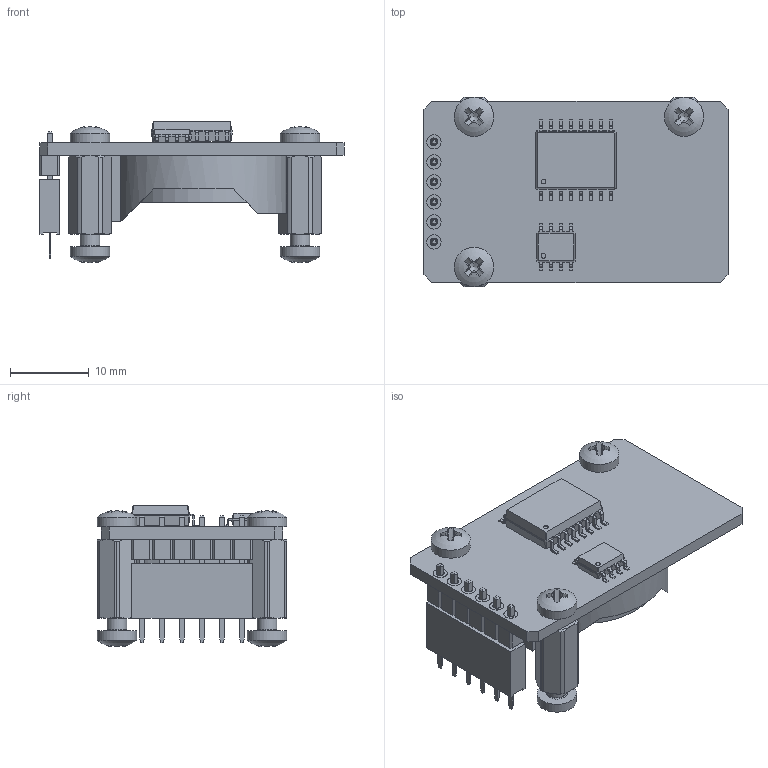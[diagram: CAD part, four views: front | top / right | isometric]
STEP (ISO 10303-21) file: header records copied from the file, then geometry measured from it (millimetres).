
FILE_DESCRIPTION(('FreeCAD Model'),'2;1');
FILE_NAME('./DS3231_Module_MJ-assembly.stp','2020-08-24T00:50:53',('Author'),(''), 'Open CASCADE STEP processor 7.3','FreeCAD','Unknown');
FILE_SCHEMA(('AUTOMOTIVE_DESIGN { 1 0 10303 214 1 1 1 1 }'));
Length unit declared in the file: millimetre
Products named in the file (16): DS3231_module_assembly; DS3231_module_with_backup_battery; PinHeader_1x06_P254mm_Vertical; Battery_Holder; DS3231SN_SOIC_16W; 24C32N_SOIC_8; M2.5x5x10-Spacer; M2.5x5x10-Spacer001; M2.5x5x10-Spacer002; M2.5x6-Screw; M2.5x6-Screw008; M2.5x6-Screw002; M2.5x6-Screw003; M2.5x6-Screw006; M2.5x6-Screw007; PinSocket_1x06_P254mm_Vertical
Assembly tree (15 placements, depth 2):
  DS3231_module_assembly
    DS3231_module_with_backup_battery
    PinHeader_1x06_P254mm_Vertical
    Battery_Holder
    DS3231SN_SOIC_16W
    24C32N_SOIC_8
    M2.5x5x10-Spacer
    M2.5x5x10-Spacer001
    M2.5x5x10-Spacer002
    M2.5x6-Screw
    M2.5x6-Screw008
    M2.5x6-Screw002
    M2.5x6-Screw003
    M2.5x6-Screw006
    M2.5x6-Screw007
    PinSocket_1x06_P254mm_Vertical
Bounding box: 38.6 x 24.05 x 17.99 mm (x, y, z)
Volume: 5168.2 mm3; surface area: 6396.5 mm2
Topology: 15 solids, 15 shells, 1409 faces, 3631 edges, 2322 vertices
Faces by surface type: plane 939, bspline 214, cylinder 166, cone 78, revolution 6, sphere 6
Full cylindrical faces by diameter (mm): 0.6 x2, 1 x12, 1.8 x6, 2.05 x3, 2.2 x3, 2.5 x12, 5 x6
Entity records: 51507 total; most frequent: CARTESIAN_POINT 9538, ORIENTED_EDGE 7250, DIRECTION 6453, EDGE_CURVE 3625, LINE 2513, VECTOR 2513, VERTEX_POINT 2322, AXIS2_PLACEMENT_3D 1967
